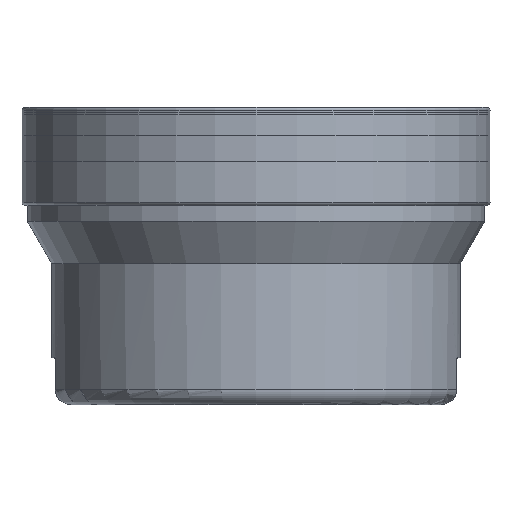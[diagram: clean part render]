
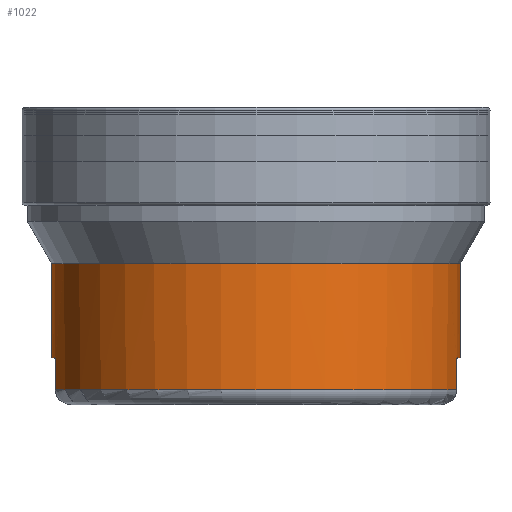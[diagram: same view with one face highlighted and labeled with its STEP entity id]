
A CAD part, left-side view. The second image highlights one B-rep face of the part: STEP entity #1022.
In plain terms, the highlighted cylindrical face has radius 27.5 mm (diameter 55 mm), a partial arc.
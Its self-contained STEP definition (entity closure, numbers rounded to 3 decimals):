
#126=DIRECTION('',(0.,0.,-1.));
#127=VECTOR('',#126,3.8);
#128=CARTESIAN_POINT('',(-5.2,-27.004,5.8));
#129=LINE('',#128,#127);
#130=DIRECTION('',(0.,0.,-1.));
#131=VECTOR('',#130,3.8);
#132=CARTESIAN_POINT('',(-5.2,27.004,5.8));
#133=LINE('',#132,#131);
#161=CARTESIAN_POINT('',(-5.2,-27.004,5.8));
#162=CARTESIAN_POINT('',(-5.2,-27.004,5.851));
#163=CARTESIAN_POINT('',(-5.184,-27.007,5.955));
#164=CARTESIAN_POINT('',(-5.11,-27.021,6.1));
#165=CARTESIAN_POINT('',(-5.002,-27.041,6.209));
#166=CARTESIAN_POINT('',(-4.857,-27.068,6.284));
#167=CARTESIAN_POINT('',(-4.752,-27.086,6.3));
#168=CARTESIAN_POINT('',(-4.7,-27.095,6.3));
#170=CARTESIAN_POINT('',(0.,0.,6.3));
#171=DIRECTION('',(0.,0.,-1.));
#172=DIRECTION('',(0.,-1.,0.));
#173=AXIS2_PLACEMENT_3D('',#170,#171,#172);
#195=CARTESIAN_POINT('',(0.,0.,6.3));
#196=DIRECTION('',(0.,0.,-1.));
#197=DIRECTION('',(-0.171,0.985,0.));
#198=AXIS2_PLACEMENT_3D('',#195,#196,#197);
#200=CARTESIAN_POINT('',(0.,0.,2.));
#201=DIRECTION('',(0.,0.,1.));
#202=DIRECTION('',(-0.189,0.982,0.));
#203=AXIS2_PLACEMENT_3D('',#200,#201,#202);
#205=DIRECTION('',(0.,0.,1.));
#206=VECTOR('',#205,12.7);
#207=CARTESIAN_POINT('',(0.,27.5,6.3));
#208=LINE('',#207,#206);
#209=DIRECTION('',(0.,0.,1.));
#210=VECTOR('',#209,12.7);
#211=CARTESIAN_POINT('',(0.,-27.5,6.3));
#212=LINE('',#211,#210);
#217=CARTESIAN_POINT('',(-4.7,27.095,6.3));
#218=CARTESIAN_POINT('',(-4.752,27.086,6.3));
#219=CARTESIAN_POINT('',(-4.857,27.068,6.284));
#220=CARTESIAN_POINT('',(-5.002,27.041,6.209));
#221=CARTESIAN_POINT('',(-5.11,27.021,6.1));
#222=CARTESIAN_POINT('',(-5.184,27.007,5.955));
#223=CARTESIAN_POINT('',(-5.2,27.004,5.851));
#224=CARTESIAN_POINT('',(-5.2,27.004,5.8));
#525=CARTESIAN_POINT('',(0.,0.,19.));
#526=DIRECTION('',(0.,0.,1.));
#527=DIRECTION('',(0.,1.,0.));
#528=AXIS2_PLACEMENT_3D('',#525,#526,#527);
#703=CARTESIAN_POINT('',(-4.7,-27.095,6.3));
#705=VERTEX_POINT('',#703);
#707=CARTESIAN_POINT('',(-5.2,-27.004,5.8));
#709=VERTEX_POINT('',#707);
#718=CARTESIAN_POINT('',(-4.7,27.095,6.3));
#720=VERTEX_POINT('',#718);
#722=CARTESIAN_POINT('',(-5.2,27.004,5.8));
#724=VERTEX_POINT('',#722);
#758=CARTESIAN_POINT('',(0.,27.5,19.));
#760=VERTEX_POINT('',#758);
#762=CARTESIAN_POINT('',(0.,-27.5,19.));
#764=VERTEX_POINT('',#762);
#766=CARTESIAN_POINT('',(0.,27.5,6.3));
#767=VERTEX_POINT('',#766);
#768=CARTESIAN_POINT('',(0.,-27.5,6.3));
#769=VERTEX_POINT('',#768);
#770=CARTESIAN_POINT('',(-5.2,27.004,2.));
#771=CARTESIAN_POINT('',(-5.2,-27.004,2.));
#772=VERTEX_POINT('',#770);
#773=VERTEX_POINT('',#771);
#1001=CARTESIAN_POINT('',(0.,0.,41.228));
#1002=DIRECTION('',(0.,0.,-1.));
#1003=DIRECTION('',(0.,-1.,0.));
#1004=AXIS2_PLACEMENT_3D('',#1001,#1002,#1003);
#1005=CYLINDRICAL_SURFACE('',#1004,27.5);
#1006=ORIENTED_EDGE('',*,*,#972,.T.);
#1007=ORIENTED_EDGE('',*,*,#961,.F.);
#1008=ORIENTED_EDGE('',*,*,#929,.T.);
#1009=ORIENTED_EDGE('',*,*,#912,.F.);
#1010=ORIENTED_EDGE('',*,*,#941,.F.);
#1012=ORIENTED_EDGE('',*,*,#1011,.F.);
#1013=ORIENTED_EDGE('',*,*,#996,.T.);
#1015=ORIENTED_EDGE('',*,*,#1014,.T.);
#1017=ORIENTED_EDGE('',*,*,#1016,.T.);
#1019=ORIENTED_EDGE('',*,*,#1018,.F.);
#1020=EDGE_LOOP('',(#1006,#1007,#1008,#1009,#1010,#1012,#1013,#1015,#1017,
#1019));
#1021=FACE_OUTER_BOUND('',#1020,.F.);
#1022=ADVANCED_FACE('',(#1021),#1005,.T.);
#169=B_SPLINE_CURVE_WITH_KNOTS('',3,(#161,#162,#163,#164,#165,#166,#167,#168),
.UNSPECIFIED.,.F.,.F.,(4,1,1,1,1,4),(0.,0.2,0.4,0.6,0.8,1.),
.UNSPECIFIED.);
#174=CIRCLE('',#173,27.5);
#199=CIRCLE('',#198,27.5);
#204=CIRCLE('',#203,27.5);
#225=B_SPLINE_CURVE_WITH_KNOTS('',3,(#217,#218,#219,#220,#221,#222,#223,#224),
.UNSPECIFIED.,.F.,.F.,(4,1,1,1,1,4),(0.,0.2,0.4,0.6,0.8,1.),
.UNSPECIFIED.);
#529=CIRCLE('',#528,27.5);
#912=EDGE_CURVE('',#772,#773,#204,.T.);
#929=EDGE_CURVE('',#709,#773,#129,.T.);
#941=EDGE_CURVE('',#724,#772,#133,.T.);
#961=EDGE_CURVE('',#709,#705,#169,.T.);
#972=EDGE_CURVE('',#769,#705,#174,.T.);
#996=EDGE_CURVE('',#720,#767,#199,.T.);
#1011=EDGE_CURVE('',#720,#724,#225,.T.);
#1014=EDGE_CURVE('',#767,#760,#208,.T.);
#1016=EDGE_CURVE('',#760,#764,#529,.T.);
#1018=EDGE_CURVE('',#769,#764,#212,.T.);
